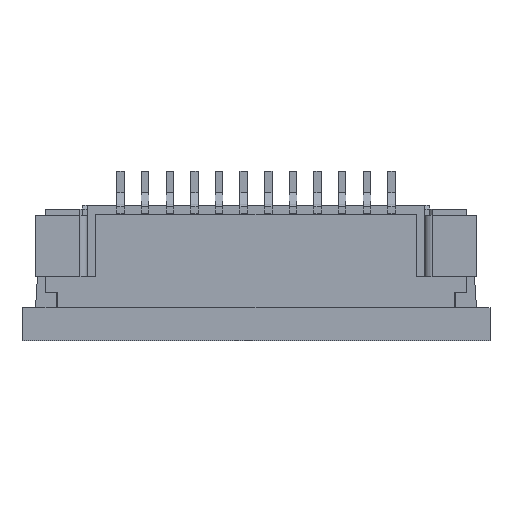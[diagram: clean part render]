
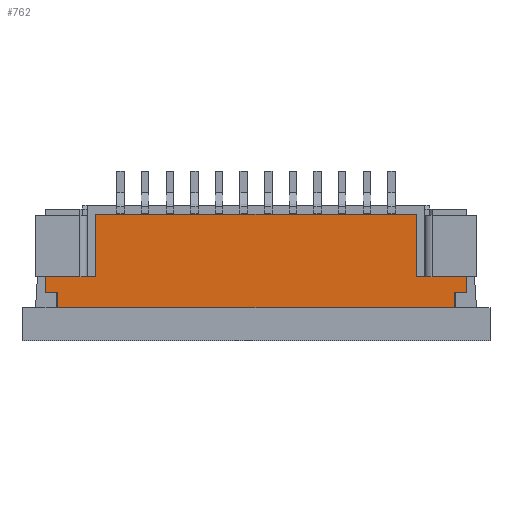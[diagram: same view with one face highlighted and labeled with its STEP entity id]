
A CAD part, top view. The second image highlights one B-rep face of the part: STEP entity #762.
In plain terms, the highlighted planar face has unit normal (0, 0, 1).
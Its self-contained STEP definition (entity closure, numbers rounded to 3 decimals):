
#762=ADVANCED_FACE('',(#3968),#3970,.T.);
#3968=FACE_BOUND('',#3969,.T.);
#3969=EDGE_LOOP('',(#6512,#6513,#6514,#6515,#6516,#6517,#6518,#6519,#6520,#6521,
#6522,#6523));
#3970=PLANE('',#3971);
#3971=AXIS2_PLACEMENT_3D('',#3972,#3973,#3974);
#3972=CARTESIAN_POINT('',(8.55,1.35,2.45));
#3973=DIRECTION('',(0.,-0.,1.));
#3974=DIRECTION('',(0.,1.,0.));
#6512=ORIENTED_EDGE('',*,*,#8461,.T.);
#6513=ORIENTED_EDGE('',*,*,#8463,.T.);
#6514=ORIENTED_EDGE('',*,*,#8464,.T.);
#6515=ORIENTED_EDGE('',*,*,#8465,.T.);
#6516=ORIENTED_EDGE('',*,*,#8466,.T.);
#6517=ORIENTED_EDGE('',*,*,#8467,.T.);
#6518=ORIENTED_EDGE('',*,*,#8468,.T.);
#6519=ORIENTED_EDGE('',*,*,#8469,.F.);
#6520=ORIENTED_EDGE('',*,*,#8470,.T.);
#6521=ORIENTED_EDGE('',*,*,#8471,.T.);
#6522=ORIENTED_EDGE('',*,*,#8412,.F.);
#6523=ORIENTED_EDGE('',*,*,#8403,.T.);
#8403=EDGE_CURVE('',#9522,#9532,#9534,.F.);
#8412=EDGE_CURVE('',#9522,#9550,#9551,.T.);
#8461=EDGE_CURVE('',#9532,#9642,#9643,.T.);
#8463=EDGE_CURVE('',#9642,#9645,#9646,.T.);
#8464=EDGE_CURVE('',#9645,#9647,#9648,.F.);
#8465=EDGE_CURVE('',#9647,#9649,#9650,.F.);
#8466=EDGE_CURVE('',#9649,#9651,#9652,.F.);
#8467=EDGE_CURVE('',#9651,#9653,#9654,.F.);
#8468=EDGE_CURVE('',#9653,#9655,#9656,.F.);
#8469=EDGE_CURVE('',#9657,#9655,#9658,.T.);
#8470=EDGE_CURVE('',#9657,#9659,#9660,.F.);
#8471=EDGE_CURVE('',#9659,#9550,#9661,.T.);
#9522=VERTEX_POINT('',#11094);
#9532=VERTEX_POINT('',#11114);
#9534=LINE('',#11118,#11119);
#9550=VERTEX_POINT('',#11152);
#9551=LINE('',#11153,#11154);
#9642=VERTEX_POINT('',#11342);
#9643=LINE('',#11343,#11344);
#9645=VERTEX_POINT('',#11349);
#9646=LINE('',#11350,#11351);
#9647=VERTEX_POINT('',#11353);
#9648=LINE('',#11354,#11355);
#9649=VERTEX_POINT('',#11357);
#9650=LINE('',#11358,#11359);
#9651=VERTEX_POINT('',#11361);
#9652=LINE('',#11362,#11363);
#9653=VERTEX_POINT('',#11365);
#9654=LINE('',#11366,#11367);
#9655=VERTEX_POINT('',#11369);
#9656=LINE('',#11370,#11371);
#9657=VERTEX_POINT('',#11373);
#9658=LINE('',#11374,#11375);
#9659=VERTEX_POINT('',#11377);
#9660=LINE('',#11378,#11379);
#9661=LINE('',#11381,#11382);
#11094=CARTESIAN_POINT('',(8.05,1.35,2.45));
#11114=CARTESIAN_POINT('',(8.05,1.95,2.45));
#11118=CARTESIAN_POINT('',(8.05,1.95,2.45));
#11119=VECTOR('',#11120,1.);
#11120=DIRECTION('',(0.,-1.,0.));
#11152=CARTESIAN_POINT('',(-8.05,1.35,2.45));
#11153=CARTESIAN_POINT('',(8.05,1.35,2.45));
#11154=VECTOR('',#11155,1.);
#11155=DIRECTION('',(-1.,0.,0.));
#11342=CARTESIAN_POINT('',(8.55,1.95,2.45));
#11343=CARTESIAN_POINT('',(8.05,1.95,2.45));
#11344=VECTOR('',#11345,1.);
#11345=DIRECTION('',(1.,0.,0.));
#11349=CARTESIAN_POINT('',(8.55,2.6,2.45));
#11350=CARTESIAN_POINT('',(8.55,1.95,2.45));
#11351=VECTOR('',#11352,1.);
#11352=DIRECTION('',(0.,1.,0.));
#11353=CARTESIAN_POINT('',(6.5,2.6,2.45));
#11354=CARTESIAN_POINT('',(6.5,2.6,2.45));
#11355=VECTOR('',#11356,1.);
#11356=DIRECTION('',(1.,0.,0.));
#11357=CARTESIAN_POINT('',(6.5,5.15,2.45));
#11358=CARTESIAN_POINT('',(6.5,5.15,2.45));
#11359=VECTOR('',#11360,1.);
#11360=DIRECTION('',(0.,-1.,0.));
#11361=CARTESIAN_POINT('',(-6.5,5.15,2.45));
#11362=CARTESIAN_POINT('',(-6.5,5.15,2.45));
#11363=VECTOR('',#11364,1.);
#11364=DIRECTION('',(1.,0.,0.));
#11365=CARTESIAN_POINT('',(-6.5,2.6,2.45));
#11366=CARTESIAN_POINT('',(-6.5,2.6,2.45));
#11367=VECTOR('',#11368,1.);
#11368=DIRECTION('',(0.,1.,0.));
#11369=CARTESIAN_POINT('',(-8.55,2.6,2.45));
#11370=CARTESIAN_POINT('',(-8.55,2.6,2.45));
#11371=VECTOR('',#11372,1.);
#11372=DIRECTION('',(1.,0.,0.));
#11373=CARTESIAN_POINT('',(-8.55,1.95,2.45));
#11374=CARTESIAN_POINT('',(-8.55,1.95,2.45));
#11375=VECTOR('',#11376,1.);
#11376=DIRECTION('',(0.,1.,0.));
#11377=CARTESIAN_POINT('',(-8.05,1.95,2.45));
#11378=CARTESIAN_POINT('',(-8.05,1.95,2.45));
#11379=VECTOR('',#11380,1.);
#11380=DIRECTION('',(-1.,0.,0.));
#11381=CARTESIAN_POINT('',(-8.05,1.95,2.45));
#11382=VECTOR('',#11383,1.);
#11383=DIRECTION('',(0.,-1.,0.));
